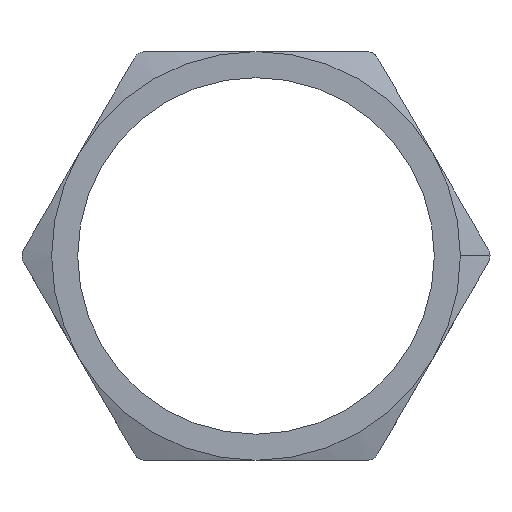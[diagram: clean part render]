
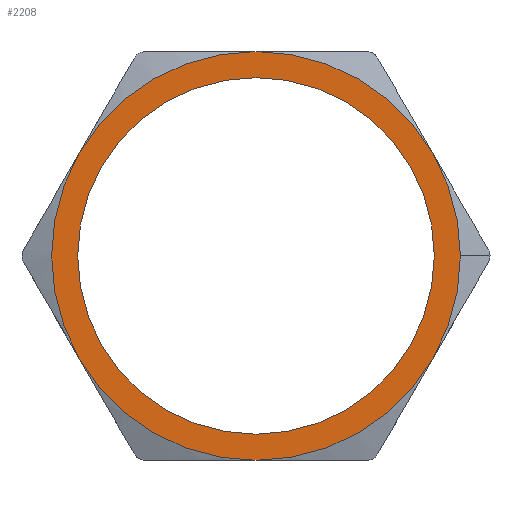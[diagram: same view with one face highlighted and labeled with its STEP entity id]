
A CAD part, top view. The second image highlights one B-rep face of the part: STEP entity #2208.
In plain terms, the highlighted planar face has unit normal (0, 0, 1).
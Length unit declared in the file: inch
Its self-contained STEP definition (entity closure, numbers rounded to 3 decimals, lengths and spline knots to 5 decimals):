
#425 = VERTEX_POINT ( 'NONE', #1095 ) ;
#427 = ORIENTED_EDGE ( 'NONE', *, *, #428, .T. ) ;
#428 = EDGE_CURVE ( 'NONE', #2586, #2222, #1094, .T. ) ;
#429 = ORIENTED_EDGE ( 'NONE', *, *, #430, .T. ) ;
#430 = EDGE_CURVE ( 'NONE', #2555, #2586, #1089, .T. ) ;
#1085 = DIRECTION ( 'NONE',  ( 1., 0., 0. ) ) ;
#1086 = DIRECTION ( 'NONE',  ( 0., 0., 1. ) ) ;
#1087 = CARTESIAN_POINT ( 'NONE',  ( 0., 0., 0.14 ) ) ;
#1088 = AXIS2_PLACEMENT_3D ( 'NONE', #1087, #1086, #1085 ) ;
#1089 = CIRCLE ( 'NONE', #1088, 0.47 ) ;
#1090 = DIRECTION ( 'NONE',  ( 1., 0., 0. ) ) ;
#1091 = DIRECTION ( 'NONE',  ( 0., 0., 1. ) ) ;
#1092 = CARTESIAN_POINT ( 'NONE',  ( 0., 0., 0.14 ) ) ;
#1093 = AXIS2_PLACEMENT_3D ( 'NONE', #1092, #1091, #1090 ) ;
#1094 = CIRCLE ( 'NONE', #1093, 0.47 ) ;
#1095 = CARTESIAN_POINT ( 'NONE',  ( 0., 0.47, 0.14 ) ) ;
#1124 = DIRECTION ( 'NONE',  ( -1., 0., 0. ) ) ;
#1125 = DIRECTION ( 'NONE',  ( 0., 0., -1. ) ) ;
#1126 = CARTESIAN_POINT ( 'NONE',  ( 0., 0., 0.14 ) ) ;
#1127 = AXIS2_PLACEMENT_3D ( 'NONE', #1126, #1125, #1124 ) ;
#1128 = CIRCLE ( 'NONE', #1127, 0.41 ) ;
#1129 = DIRECTION ( 'NONE',  ( 1., 0., 0. ) ) ;
#1130 = DIRECTION ( 'NONE',  ( 0., 0., 1. ) ) ;
#1131 = CARTESIAN_POINT ( 'NONE',  ( -0.81406, -0.47, 0.14 ) ) ;
#1132 = AXIS2_PLACEMENT_3D ( 'NONE', #1131, #1130, #1129 ) ;
#1133 = PLANE ( 'NONE',  #1132 ) ;
#1134 = FACE_OUTER_BOUND ( 'NONE', #2212, .T. ) ;
#1135 = FACE_BOUND ( 'NONE', #2209, .T. ) ;
#1169 = CARTESIAN_POINT ( 'NONE',  ( 0.40703, -0.235, 0.14 ) ) ;
#1317 = DIRECTION ( 'NONE',  ( 1., 0., 0. ) ) ;
#1318 = DIRECTION ( 'NONE',  ( 0., 0., 1. ) ) ;
#1319 = AXIS2_PLACEMENT_3D ( 'NONE', #1325, #1318, #1317 ) ;
#1320 = CIRCLE ( 'NONE', #1319, 0.47 ) ;
#1325 = CARTESIAN_POINT ( 'NONE',  ( 0., 0., 0.14 ) ) ;
#1351 = DIRECTION ( 'NONE',  ( 1., 0., 0. ) ) ;
#1352 = DIRECTION ( 'NONE',  ( 0., 0., 1. ) ) ;
#1353 = CARTESIAN_POINT ( 'NONE',  ( 0., 0., 0.14 ) ) ;
#1354 = AXIS2_PLACEMENT_3D ( 'NONE', #1353, #1352, #1351 ) ;
#1355 = CIRCLE ( 'NONE', #1354, 0.47 ) ;
#1380 = DIRECTION ( 'NONE',  ( 1., 0., 0. ) ) ;
#1381 = DIRECTION ( 'NONE',  ( 0., 0., 1. ) ) ;
#1382 = CARTESIAN_POINT ( 'NONE',  ( 0., 0., 0.14 ) ) ;
#1383 = AXIS2_PLACEMENT_3D ( 'NONE', #1382, #1381, #1380 ) ;
#1384 = CIRCLE ( 'NONE', #1383, 0.47 ) ;
#1385 = DIRECTION ( 'NONE',  ( 1., 0., 0. ) ) ;
#1386 = DIRECTION ( 'NONE',  ( 0., 0., 1. ) ) ;
#1387 = CARTESIAN_POINT ( 'NONE',  ( 0., 0., 0.14 ) ) ;
#1388 = AXIS2_PLACEMENT_3D ( 'NONE', #1387, #1386, #1385 ) ;
#1389 = CIRCLE ( 'NONE', #1388, 0.47 ) ;
#1728 = CARTESIAN_POINT ( 'NONE',  ( 0.41, 0., 0.14 ) ) ;
#1729 = CARTESIAN_POINT ( 'NONE',  ( -0.41, 0., 0.14 ) ) ;
#1756 = CARTESIAN_POINT ( 'NONE',  ( -0.40703, 0.235, 0.14 ) ) ;
#1757 = DIRECTION ( 'NONE',  ( -1., 0., 0. ) ) ;
#1758 = DIRECTION ( 'NONE',  ( 0., 0., -1. ) ) ;
#1759 = CARTESIAN_POINT ( 'NONE',  ( 0., 0., 0.14 ) ) ;
#1760 = AXIS2_PLACEMENT_3D ( 'NONE', #1759, #1758, #1757 ) ;
#1761 = CIRCLE ( 'NONE', #1760, 0.41 ) ;
#1762 = CARTESIAN_POINT ( 'NONE',  ( 0.40703, 0.235, 0.14 ) ) ;
#1763 = CARTESIAN_POINT ( 'NONE',  ( 0.47, 0., 0.14 ) ) ;
#1764 = DIRECTION ( 'NONE',  ( 1., 0., 0. ) ) ;
#1765 = DIRECTION ( 'NONE',  ( 0., 0., 1. ) ) ;
#1766 = CARTESIAN_POINT ( 'NONE',  ( 0., 0., 0.14 ) ) ;
#1767 = AXIS2_PLACEMENT_3D ( 'NONE', #1766, #1765, #1764 ) ;
#1768 = CIRCLE ( 'NONE', #1767, 0.47 ) ;
#1837 = CARTESIAN_POINT ( 'NONE',  ( -0.40703, -0.235, 0.14 ) ) ;
#1911 = CARTESIAN_POINT ( 'NONE',  ( 0., -0.47, 0.14 ) ) ;
#2208 = ADVANCED_FACE ( 'NONE', ( #1135, #1134 ), #1133, .T. ) ;
#2209 = EDGE_LOOP ( 'NONE', ( #2210, #2324 ) ) ;
#2210 = ORIENTED_EDGE ( 'NONE', *, *, #2211, .T. ) ;
#2211 = EDGE_CURVE ( 'NONE', #2520, #2522, #1128, .T. ) ;
#2212 = EDGE_LOOP ( 'NONE', ( #2327, #2320, #2322, #2317, #2296, #429, #427 ) ) ;
#2222 = VERTEX_POINT ( 'NONE', #1169 ) ;
#2296 = ORIENTED_EDGE ( 'NONE', *, *, #2299, .T. ) ;
#2299 = EDGE_CURVE ( 'NONE', #2538, #2555, #1320, .T. ) ;
#2305 = EDGE_CURVE ( 'NONE', #425, #2538, #1355, .T. ) ;
#2317 = ORIENTED_EDGE ( 'NONE', *, *, #2305, .T. ) ;
#2320 = ORIENTED_EDGE ( 'NONE', *, *, #2531, .T. ) ;
#2321 = EDGE_CURVE ( 'NONE', #2222, #2532, #1389, .T. ) ;
#2322 = ORIENTED_EDGE ( 'NONE', *, *, #2323, .T. ) ;
#2323 = EDGE_CURVE ( 'NONE', #2533, #425, #1384, .T. ) ;
#2324 = ORIENTED_EDGE ( 'NONE', *, *, #2535, .T. ) ;
#2327 = ORIENTED_EDGE ( 'NONE', *, *, #2321, .T. ) ;
#2520 = VERTEX_POINT ( 'NONE', #1729 ) ;
#2522 = VERTEX_POINT ( 'NONE', #1728 ) ;
#2531 = EDGE_CURVE ( 'NONE', #2532, #2533, #1768, .T. ) ;
#2532 = VERTEX_POINT ( 'NONE', #1763 ) ;
#2533 = VERTEX_POINT ( 'NONE', #1762 ) ;
#2535 = EDGE_CURVE ( 'NONE', #2522, #2520, #1761, .T. ) ;
#2538 = VERTEX_POINT ( 'NONE', #1756 ) ;
#2555 = VERTEX_POINT ( 'NONE', #1837 ) ;
#2586 = VERTEX_POINT ( 'NONE', #1911 ) ;
